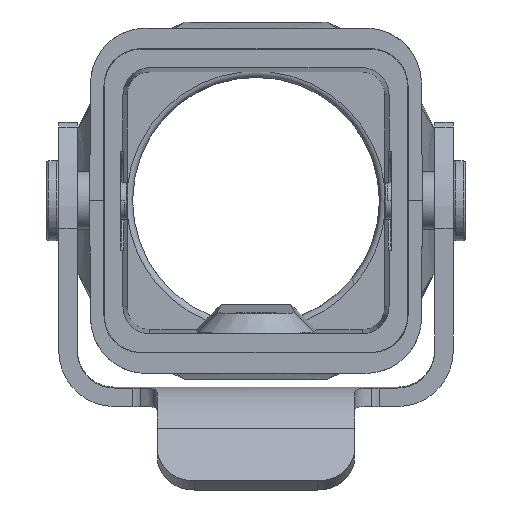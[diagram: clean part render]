
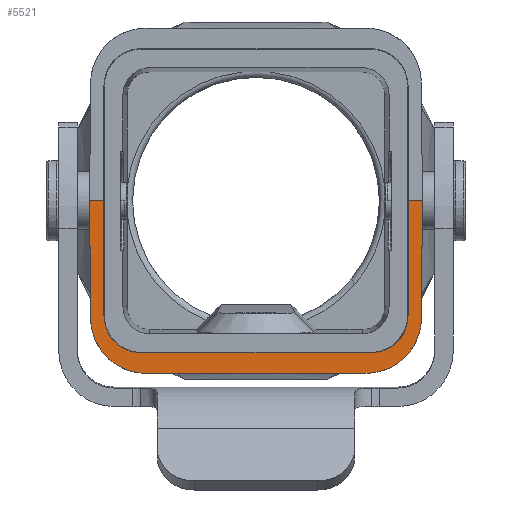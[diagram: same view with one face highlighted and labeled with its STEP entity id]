
A CAD part, front view. The second image highlights one B-rep face of the part: STEP entity #5521.
In plain terms, the highlighted planar face has unit normal (0, -1, -0.009).
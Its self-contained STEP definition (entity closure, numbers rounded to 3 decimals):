
#63=DIRECTION('',(-0.009,-0.009,1.));
#64=VECTOR('',#63,9.54);
#65=CARTESIAN_POINT('',(-13.417,0.083,-9.539));
#66=LINE('',#65,#64);
#67=DIRECTION('',(-1.,0.,0.));
#68=VECTOR('',#67,1.167);
#69=CARTESIAN_POINT('',(-12.333,0.,0.));
#70=LINE('',#69,#68);
#75=DIRECTION('',(-1.,0.,0.));
#76=VECTOR('',#75,1.167);
#77=CARTESIAN_POINT('',(13.5,0.,
0.));
#78=LINE('',#77,#76);
#484=CARTESIAN_POINT('',(-13.417,0.083,
-9.539));
#485=CARTESIAN_POINT('',(-13.414,0.086,
-9.911));
#486=CARTESIAN_POINT('',(-13.321,0.092,
-10.567));
#487=CARTESIAN_POINT('',(-12.929,0.102,
-11.672));
#488=CARTESIAN_POINT('',(-12.148,0.111,
-12.759));
#489=CARTESIAN_POINT('',(-11.054,0.118,
-13.53));
#490=CARTESIAN_POINT('',(-9.946,0.121,
-13.913));
#491=CARTESIAN_POINT('',(-9.289,0.122,
-14.));
#492=CARTESIAN_POINT('',(-8.917,0.122,-14.));
#498=DIRECTION('',(1.,0.,0.));
#499=VECTOR('',#498,17.834);
#500=CARTESIAN_POINT('',(-8.917,0.122,
-14.));
#501=LINE('',#500,#499);
#673=CARTESIAN_POINT('',(8.917,0.122,-14.));
#674=CARTESIAN_POINT('',(9.289,0.122,-14.));
#675=CARTESIAN_POINT('',(9.946,0.121,-13.913));
#676=CARTESIAN_POINT('',(11.054,0.118,-13.53));
#677=CARTESIAN_POINT('',(12.148,0.111,-12.759));
#678=CARTESIAN_POINT('',(12.929,0.102,-11.672));
#679=CARTESIAN_POINT('',(13.321,0.092,-10.567));
#680=CARTESIAN_POINT('',(13.414,0.086,-9.911));
#681=CARTESIAN_POINT('',(13.417,0.083,-9.539));
#706=DIRECTION('',(0.009,-0.009,1.));
#707=VECTOR('',#706,9.54);
#708=CARTESIAN_POINT('',(13.417,0.083,-9.539));
#709=LINE('',#708,#707);
#2309=DIRECTION('',(0.,-0.009,1.));
#2310=VECTOR('',#2309,9.33);
#2311=CARTESIAN_POINT('',(-12.333,0.081,
-9.33));
#2312=LINE('',#2311,#2310);
#2337=CARTESIAN_POINT('',(-9.332,0.108,
-12.332));
#2338=CARTESIAN_POINT('',(-9.561,0.108,
-12.332));
#2339=CARTESIAN_POINT('',(-10.004,0.107,
-12.282));
#2340=CARTESIAN_POINT('',(-10.646,0.105,
-12.058));
#2341=CARTESIAN_POINT('',(-11.219,0.102,
-11.697));
#2342=CARTESIAN_POINT('',(-11.699,0.098,
-11.217));
#2343=CARTESIAN_POINT('',(-12.059,0.093,
-10.644));
#2344=CARTESIAN_POINT('',(-12.282,0.087,
-10.002));
#2345=CARTESIAN_POINT('',(-12.333,0.083,
-9.558));
#2346=CARTESIAN_POINT('',(-12.333,0.081,
-9.33));
#2352=DIRECTION('',(-1.,0.,0.));
#2353=VECTOR('',#2352,18.665);
#2354=CARTESIAN_POINT('',(9.332,0.108,
-12.332));
#2355=LINE('',#2354,#2353);
#2375=CARTESIAN_POINT('',(12.332,0.081,
-9.33));
#2376=CARTESIAN_POINT('',(12.333,0.083,
-9.56));
#2377=CARTESIAN_POINT('',(12.281,0.087,
-10.007));
#2378=CARTESIAN_POINT('',(12.056,0.093,
-10.65));
#2379=CARTESIAN_POINT('',(11.695,0.098,
-11.222));
#2380=CARTESIAN_POINT('',(11.216,0.102,
-11.699));
#2381=CARTESIAN_POINT('',(10.644,0.105,
-12.058));
#2382=CARTESIAN_POINT('',(10.004,0.107,
-12.282));
#2383=CARTESIAN_POINT('',(9.561,0.108,
-12.332));
#2384=CARTESIAN_POINT('',(9.332,0.108,
-12.332));
#2390=DIRECTION('',(0.,0.009,-1.));
#2391=VECTOR('',#2390,9.33);
#2392=CARTESIAN_POINT('',(12.333,0.,
0.));
#2393=LINE('',#2392,#2391);
#4367=CARTESIAN_POINT('',(-13.5,0.,
0.));
#4369=VERTEX_POINT('',#4367);
#4371=CARTESIAN_POINT('',(-13.417,0.083,
-9.539));
#4372=VERTEX_POINT('',#4371);
#4375=CARTESIAN_POINT('',(-12.333,0.,
0.));
#4376=VERTEX_POINT('',#4375);
#4377=CARTESIAN_POINT('',(13.5,0.,
0.));
#4378=CARTESIAN_POINT('',(12.333,0.,
0.));
#4379=VERTEX_POINT('',#4377);
#4380=VERTEX_POINT('',#4378);
#4489=CARTESIAN_POINT('',(-8.917,0.122,
-14.));
#4491=VERTEX_POINT('',#4489);
#4492=CARTESIAN_POINT('',(8.917,0.122,
-14.));
#4493=VERTEX_POINT('',#4492);
#4540=CARTESIAN_POINT('',(13.417,0.083,
-9.539));
#4541=VERTEX_POINT('',#4540);
#4653=CARTESIAN_POINT('',(-12.333,0.081,
-9.33));
#4654=VERTEX_POINT('',#4653);
#4658=VERTEX_POINT('',#2337);
#4660=CARTESIAN_POINT('',(9.332,0.108,
-12.332));
#4662=VERTEX_POINT('',#4660);
#4663=VERTEX_POINT('',#2375);
#5491=CARTESIAN_POINT('',(0.,0.061,-7.));
#5492=DIRECTION('',(0.,1.,0.009));
#5493=DIRECTION('',(-1.,0.,0.));
#5494=AXIS2_PLACEMENT_3D('',#5491,#5492,#5493);
#5495=PLANE('',#5494);
#5497=ORIENTED_EDGE('',*,*,#5496,.F.);
#5499=ORIENTED_EDGE('',*,*,#5498,.F.);
#5501=ORIENTED_EDGE('',*,*,#5500,.F.);
#5503=ORIENTED_EDGE('',*,*,#5502,.F.);
#5505=ORIENTED_EDGE('',*,*,#5504,.F.);
#5507=ORIENTED_EDGE('',*,*,#5506,.F.);
#5509=ORIENTED_EDGE('',*,*,#5508,.F.);
#5511=ORIENTED_EDGE('',*,*,#5510,.F.);
#5513=ORIENTED_EDGE('',*,*,#5512,.F.);
#5515=ORIENTED_EDGE('',*,*,#5514,.F.);
#5517=ORIENTED_EDGE('',*,*,#5516,.F.);
#5518=ORIENTED_EDGE('',*,*,#5472,.T.);
#5519=EDGE_LOOP('',(#5497,#5499,#5501,#5503,#5505,#5507,#5509,#5511,#5513,#5515,
#5517,#5518));
#5520=FACE_OUTER_BOUND('',#5519,.F.);
#5521=ADVANCED_FACE('',(#5520),#5495,.F.);
#493=B_SPLINE_CURVE_WITH_KNOTS('',3,(#484,#485,#486,#487,#488,#489,#490,#491,
#492),.UNSPECIFIED.,.F.,.F.,(4,1,1,1,1,1,4),(0.,0.125,0.25,0.5,0.75,
0.875,1.),.UNSPECIFIED.);
#682=B_SPLINE_CURVE_WITH_KNOTS('',3,(#673,#674,#675,#676,#677,#678,#679,#680,
#681),.UNSPECIFIED.,.F.,.F.,(4,1,1,1,1,1,4),(0.,0.125,0.25,0.5,0.75,
0.875,1.),.UNSPECIFIED.);
#2347=B_SPLINE_CURVE_WITH_KNOTS('',3,(#2337,#2338,#2339,#2340,#2341,#2342,#2343,
#2344,#2345,#2346),.UNSPECIFIED.,.F.,.F.,(4,1,1,1,1,1,1,4),(0.,
0.143,0.286,0.429,0.571,
0.714,0.857,1.),.UNSPECIFIED.);
#2385=B_SPLINE_CURVE_WITH_KNOTS('',3,(#2375,#2376,#2377,#2378,#2379,#2380,#2381,
#2382,#2383,#2384),.UNSPECIFIED.,.F.,.F.,(4,1,1,1,1,1,1,4),(0.,
0.143,0.286,0.429,0.571,
0.714,0.857,1.),.UNSPECIFIED.);
#5472=EDGE_CURVE('',#4372,#4369,#66,.T.);
#5496=EDGE_CURVE('',#4376,#4369,#70,.T.);
#5498=EDGE_CURVE('',#4654,#4376,#2312,.T.);
#5500=EDGE_CURVE('',#4658,#4654,#2347,.T.);
#5502=EDGE_CURVE('',#4662,#4658,#2355,.T.);
#5504=EDGE_CURVE('',#4663,#4662,#2385,.T.);
#5506=EDGE_CURVE('',#4380,#4663,#2393,.T.);
#5508=EDGE_CURVE('',#4379,#4380,#78,.T.);
#5510=EDGE_CURVE('',#4541,#4379,#709,.T.);
#5512=EDGE_CURVE('',#4493,#4541,#682,.T.);
#5514=EDGE_CURVE('',#4491,#4493,#501,.T.);
#5516=EDGE_CURVE('',#4372,#4491,#493,.T.);
